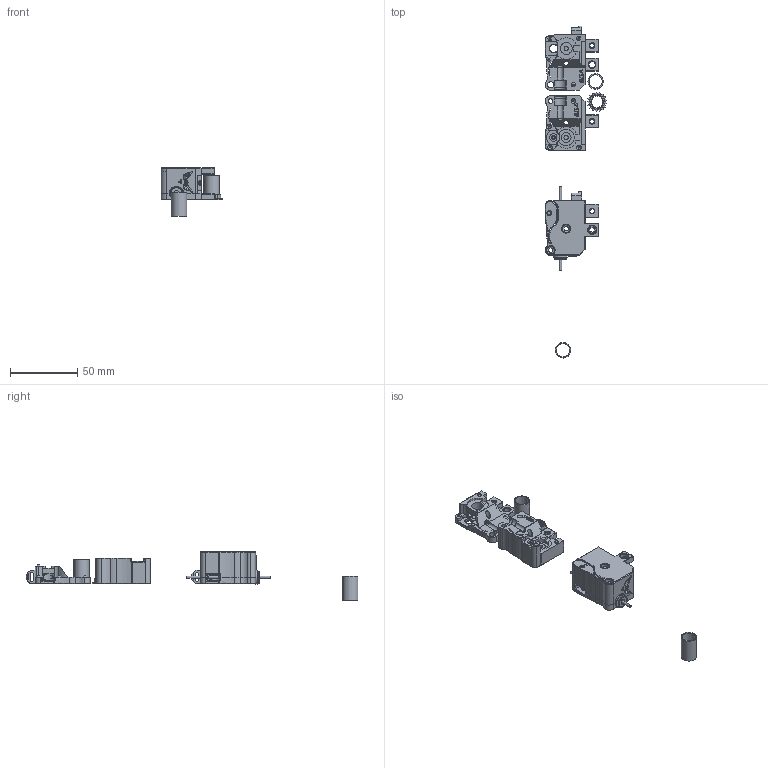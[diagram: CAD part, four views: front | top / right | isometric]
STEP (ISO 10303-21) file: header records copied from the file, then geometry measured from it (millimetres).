
FILE_DESCRIPTION(/* description */ (''),/* implementation_level */ '2;1');
FILE_NAME(/* name */ 'EncoderCart - Binky v179.step',/* time_stamp */ '2023-05-18T01:51:03+02:00',/* author */ (''),/* organization */ (''),/* preprocessor_version */ 'ST-DEVELOPER v19.2',/* originating_system */ 'Autodesk Translation Framework v12.4.0.73',/* authorisation */ '');
FILE_SCHEMA (('AUTOMOTIVE_DESIGN { 1 0 10303 214 3 1 1 }'));
Length unit declared in the file: millimetre
Products named in the file (31): EncoderCart - Binky; Magnet6x3 v1 (3); Magnet6x3 v1 (1) (1); M3x8SHCS v1 (1); M3x20SHCS v1; M3x20SHCS v1 (1); M3x20SHCS v1 (2); M3x16 SHCS (2)^Fan Assembly (1)_X Carriage (2) (1); M3 Threaded Insert v1; M3 Threaded Insert v1 (1); M3 Threaded Insert v1 (2); M3 Threaded Insert (1)^VORON Clockwork_X Carriage; ECAS v1 (6); EASUN ECAS04 v3 (6); Main body (1); Release clip (1); Seal (1); ECAS - Clearance; BondTechDriveGear v6 v1; Direct_Drivegear_without_setscrew (1)^Guidler_VORON Clockwork_X Carri
age (6); stift 3 x 20 (1)^Direct_Drivegear_without_setscrew (1)_Guidler_VORON 
Clockwork_X Carriage (1); Direct_Drivegear_without_setscrew (1)-39^Direct_Drivegear_without_set
screw (1)_Guidler_VORON Clockwork_X Carriage (1); K3x5x7 Needlebearing (1)^Direct_Drivegear_without_setscrew (1)_Guidle
r_VORON Clockwork_X Carriage (1); Encoder_Cart_SlottedWheel; Screw - 2x10mm - Philips Button Head; Filament; Build Plate; Encoder_SlottedWheel_PushTool; Encoder_Cart_SlottedWheel_1; Encoder_Right; Encoder_Left
Assembly tree (38 placements, depth 4):
  EncoderCart - Binky
    Magnet6x3 v1 (3)
    Magnet6x3 v1 (1) (1)
    M3x8SHCS v1 (1)
    M3x20SHCS v1
      M3x16 SHCS (2)^Fan Assembly (1)_X Carriage (2) (1)
    M3x20SHCS v1 (1)
      M3x16 SHCS (2)^Fan Assembly (1)_X Carriage (2) (1)
    M3x20SHCS v1 (2)
      M3x16 SHCS (2)^Fan Assembly (1)_X Carriage (2) (1)
    M3 Threaded Insert v1
      M3 Threaded Insert (1)^VORON Clockwork_X Carriage
    M3 Threaded Insert v1 (1)
      M3 Threaded Insert (1)^VORON Clockwork_X Carriage
    M3 Threaded Insert v1 (2)
      M3 Threaded Insert (1)^VORON Clockwork_X Carriage
    ECAS v1 (6)
      EASUN ECAS04 v3 (6)
        Main body (1)
        Release clip (1)
        Seal (1)
      ECAS - Clearance
    BondTechDriveGear v6 v1
      Direct_Drivegear_without_setscrew (1)^Guidler_VORON Clockwork_X Carri
age (6)
        stift 3 x 20 (1)^Direct_Drivegear_without_setscrew (1)_Guidler_VORON 
Clockwork_X Carriage (1)
        K3x5x7 Needlebearing (1)^Direct_Drivegear_without_setscrew (1)_Guidle
r_VORON Clockwork_X Carriage (1)  x2
        Direct_Drivegear_without_setscrew (1)-39^Direct_Drivegear_without_set
screw (1)_Guidler_VORON Clockwork_X Carriage (1)
    Encoder_Cart_SlottedWheel
    Screw - 2x10mm - Philips Button Head
    Filament
    Encoder_SlottedWheel_PushTool
    Build Plate
      Encoder_SlottedWheel_PushTool
      Encoder_Cart_SlottedWheel_1
      Encoder_Right
      Encoder_Left
    Encoder_Right
    Encoder_Left
Bounding box: 45.79 x 246.86 x 36.2 mm (x, y, z)
Volume: 50941.6 mm3; surface area: 32386 mm2
Topology: 28 solids, 28 shells, 2180 faces, 5671 edges, 3596 vertices
Faces by surface type: plane 964, cylinder 507, bspline 499, cone 170, torus 39, sphere 1
Full cylindrical faces by diameter (mm): 1 x10, 1.45 x12, 1.75 x3, 2 x6, 2.8 x4, 3 x1, 3.1 x2, 3.2 x4, 3.3 x2, 3.4 x14, 3.8 x1, 4 x3, 4.4 x1, 4.7 x8, 5.05 x1, 5.6 x1, 6 x9, 6.2 x2, 7.25 x2, 8 x5, 8.4 x1, 8.47 x1, 8.6 x1, 8.8 x2, 9 x1, 9.9 x2, 10.45 x1, 11.3 x2, 11.5 x2
Entity records: 46185 total; most frequent: CARTESIAN_POINT 13825, ORIENTED_EDGE 6834, DIRECTION 6306, EDGE_CURVE 3417, AXIS2_PLACEMENT_3D 2271, VERTEX_POINT 2178, LINE 1764, VECTOR 1764
